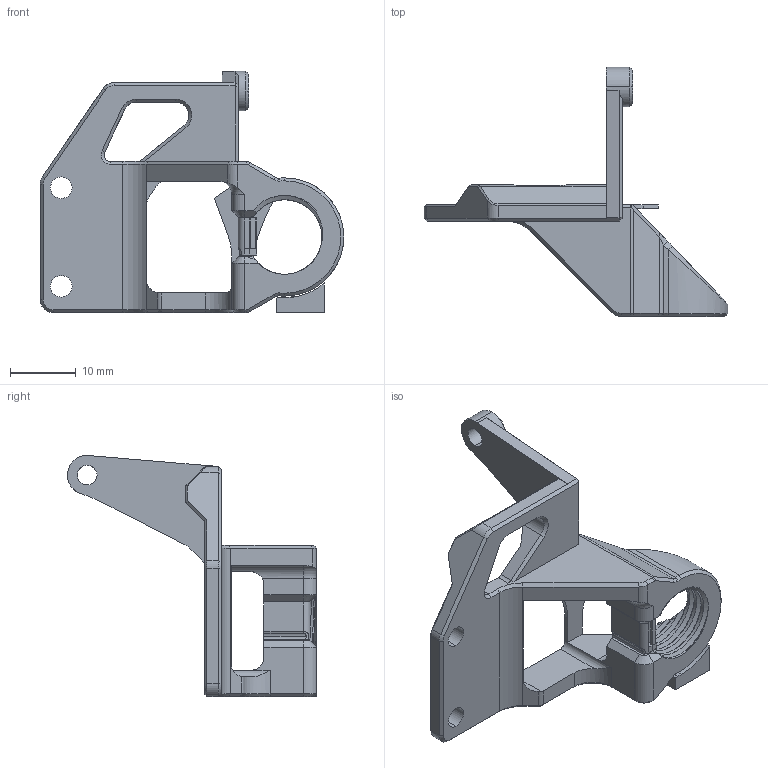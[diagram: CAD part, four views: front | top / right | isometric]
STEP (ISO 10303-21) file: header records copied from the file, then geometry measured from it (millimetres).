
FILE_DESCRIPTION (( 'STEP AP214' ), '1' );
FILE_NAME ('M12x1.5.STEP', '2024-08-23T06:56:04', ( 'Windows User' ), ( 'P R C' ), 'SwSTEP 2.0', 'SolidWorks 2024', '' );
FILE_SCHEMA (( 'AUTOMOTIVE_DESIGN' ));
Length unit declared in the file: millimetre
Products named in the file (1): M12x1.5
Bounding box: 46.2 x 37.89 x 36.7 mm (x, y, z)
Volume: 4618.9 mm3; surface area: 4612.8 mm2
Topology: 3 solids, 3 shells, 285 faces, 768 edges, 488 vertices
Faces by surface type: plane 115, cylinder 93, bspline 42, cone 34, torus 1
Entity records: 22482 total; most frequent: CARTESIAN_POINT 15921, ORIENTED_EDGE 1536, DIRECTION 1137, EDGE_CURVE 768, VERTEX_POINT 488, LINE 399, VECTOR 399, AXIS2_PLACEMENT_3D 369
